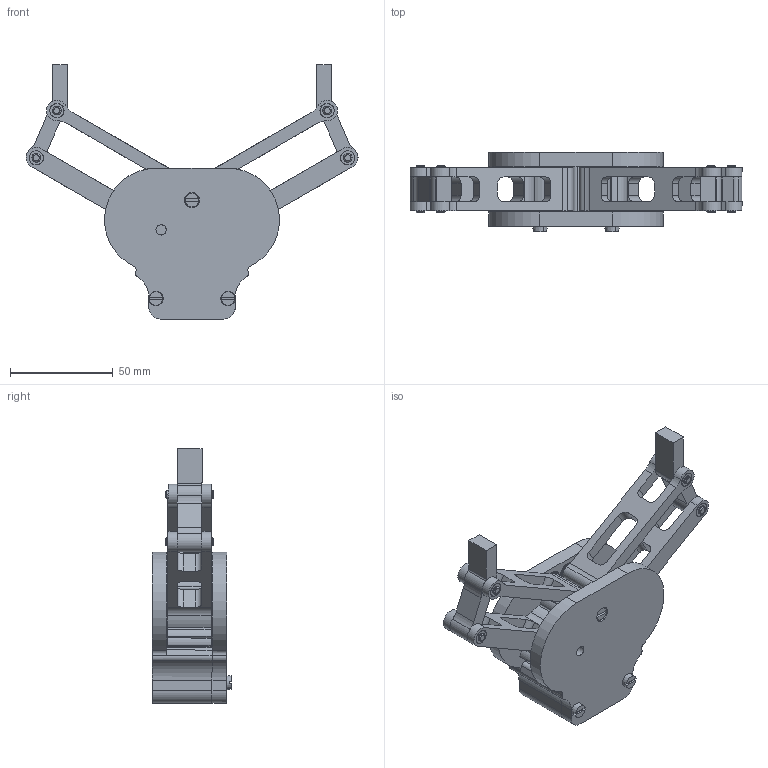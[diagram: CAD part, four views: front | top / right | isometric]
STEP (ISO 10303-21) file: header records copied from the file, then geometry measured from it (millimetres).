
FILE_DESCRIPTION(('CATIA V5 STEP Exchange'),'2;1');
FILE_NAME('Prototip_2.stp','2023-07-11T01:29:15+00:00',('none'),('none'),'CATIA Version 5-6 Release 2017','CATIA V5 STEP AP203','none');
FILE_SCHEMA(('CONFIG_CONTROL_DESIGN'));
Length unit declared in the file: millimetre
Products named in the file (8): Product1; SKF_W 638_4-2Z.catproduct; SKF_W 638_4-2Z.catproduct.1; SKF_61802.catproduct; SKF_61802.catproduct.1; SKF_W 638_4-2Z.catproduct.1.2; SKF_W 638_4-2Z.catproduct.1.2.3; SKF_61802.catproduct.1.2
Assembly tree (114 placements, depth 3):
  Product1
    #57
    #1759  x2
    #2972  x2
    #3600
    #6750
    SKF_W 638_4-2Z.catproduct
      #10180  x7
      #10331
      #11446
    SKF_W 638_4-2Z.catproduct.1
      #10180  x7
      #10331
      #11446
    SKF_61802.catproduct
      #13147  x14
      #13395
      #14162
    SKF_61802.catproduct.1
      #13147  x14
      #13395
      #14162
    SKF_W 638_4-2Z.catproduct.1.2
      #10180  x7
      #10331
      #11446
    SKF_W 638_4-2Z.catproduct.1.2.3
      #10180  x7
      #10331
      #11446
    SKF_61802.catproduct.1.2
      #13147  x14
      #13395
      #14162
    #15648  x8
    #16100  x4
    #16339
    #17652  x2
    #18166
Bounding box: 161.24 x 38.62 x 123.51 mm (x, y, z)
Volume: 140184.3 mm3; surface area: 71529.2 mm2
Topology: 107 solids, 107 shells, 1199 faces, 2858 edges, 1648 vertices
Faces by surface type: cylinder 504, plane 203, torus 190, cone 162, sphere 140
Entity records: 18519 total; most frequent: CARTESIAN_POINT 4788, ORIENTED_EDGE 2774, DIRECTION 2469, EDGE_CURVE 1387, AXIS2_PLACEMENT_3D 1334, VERTEX_POINT 904, CIRCLE 664, EDGE_LOOP 629
